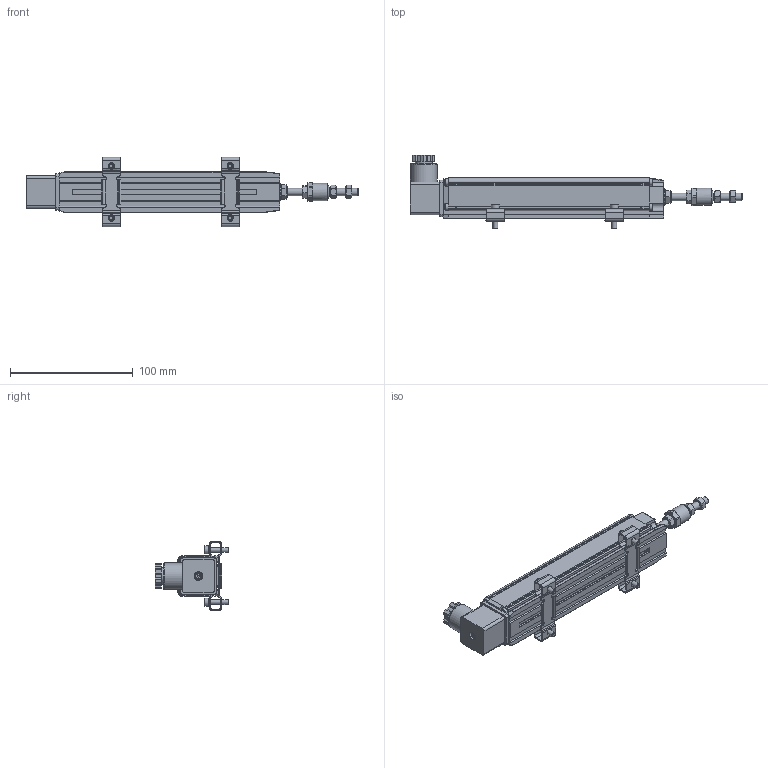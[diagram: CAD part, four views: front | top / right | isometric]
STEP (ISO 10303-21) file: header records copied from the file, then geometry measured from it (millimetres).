
FILE_DESCRIPTION (( 'STEP AP214' ), '1' );
FILE_NAME ('LSR-33P-0100-B5-C1.STEP', '2024-09-25T15:56:06', ( '' ), ( '' ), 'SwSTEP 2.0', 'SolidWorks 2023', '' );
FILE_SCHEMA (( 'AUTOMOTIVE_DESIGN' ));
Length unit declared in the file: inch
Products named in the file (1): LSR-33P-0100-B5-C1
Bounding box: 270.85 x 60.2 x 56.5 mm (x, y, z)
Volume: 196718 mm3; surface area: 63669 mm2
Topology: 14 solids, 29 shells, 901 faces, 2326 edges, 1521 vertices
Faces by surface type: plane 579, cylinder 253, cone 35, bspline 34
Full cylindrical faces by diameter (mm): 2.6 x1, 2.7 x4, 3 x9, 3.3 x8, 4 x6, 4.3 x1, 5.2 x3, 5.3 x1, 5.4 x1, 5.6 x8, 5.9 x1, 6 x5, 6.194 x1, 6.3 x1, 6.5 x4, 7 x1, 7.25 x1, 9 x1, 10 x1, 10.5 x1, 12.8 x1, 13.4 x1, 13.6 x1, 14 x1, 15.3 x1, 21.7 x1, 22 x1
Entity records: 27888 total; most frequent: CARTESIAN_POINT 6291, ORIENTED_EDGE 4398, DIRECTION 4299, EDGE_CURVE 2199, VERTEX_POINT 1495, LINE 1485, VECTOR 1485, AXIS2_PLACEMENT_3D 1407
